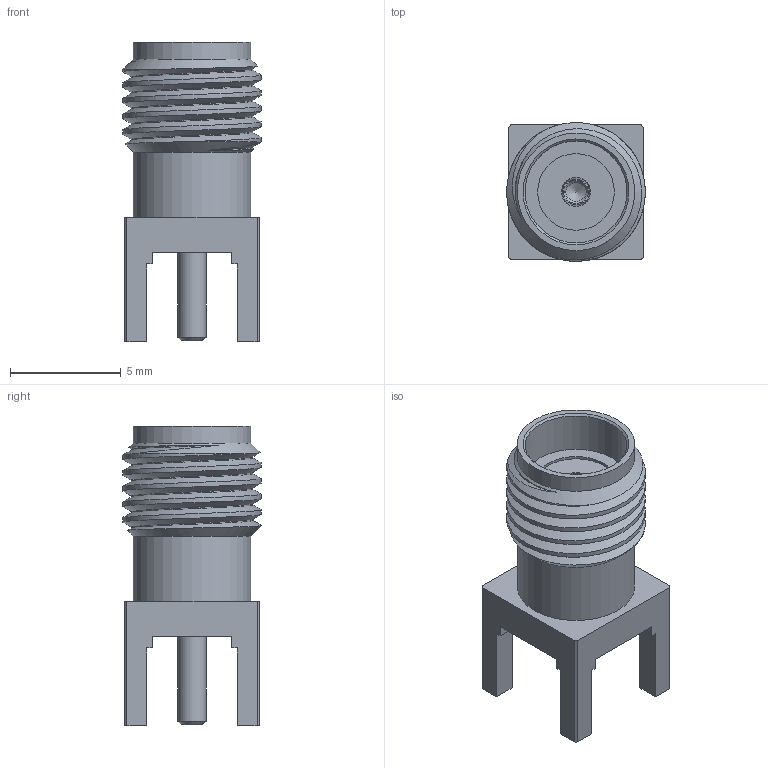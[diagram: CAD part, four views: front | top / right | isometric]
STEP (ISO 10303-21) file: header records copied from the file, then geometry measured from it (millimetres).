
FILE_DESCRIPTION(('STEP AP242'),'1');
FILE_NAME('733910070.stp','2025-10-05T11:04:44',('TraceParts'),('TraceParts S.A.S.'),'Spatial InterOp 3D',' ',' ');
FILE_SCHEMA(('AP242_MANAGED_MODEL_BASED_3D_ENGINEERING_MIM_LF {1 0 10303 442 1 1 4}'));
Length unit declared in the file: millimetre
Products named in the file (1): body1
Bounding box: 6.26 x 6.26 x 13.5 mm (x, y, z)
Volume: 238.6 mm3; surface area: 442.5 mm2
Topology: 1 solids, 1 shells, 73 faces, 220 edges, 155 vertices
Faces by surface type: plane 44, cylinder 19, cone 8, bspline 2
Full cylindrical faces by diameter (mm): 0.965 x1, 1.27 x2, 1.31 x1, 3.46 x1, 4.16 x1, 4.6 x1, 5.3 x2
Entity records: 6903 total; most frequent: CARTESIAN_POINT 4794, ORIENTED_EDGE 394, DIRECTION 376, EDGE_CURVE 197, VERTEX_POINT 148, AXIS2_PLACEMENT_3D 136, LINE 104, VECTOR 104
